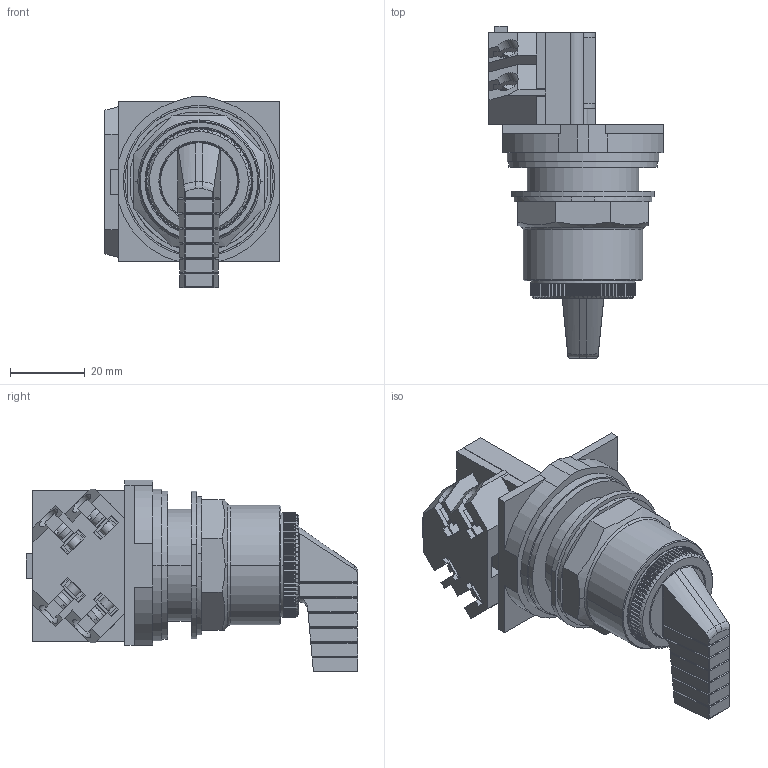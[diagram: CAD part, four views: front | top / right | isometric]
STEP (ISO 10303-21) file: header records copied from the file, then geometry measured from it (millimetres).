
FILE_DESCRIPTION((''),'2;1');
FILE_NAME('9001KS43FBH13_ASM','2021-04-29T10:35:02',('SESA592305'),('Schneider-Electric'),'CREO PARAMETRIC BY PTC INC, 2019471','CREO PARAMETRIC BY PTC INC, 2019471','');
FILE_SCHEMA(('AP242_MANAGED_MODEL_BASED_3D_ENGINEERING_MIM_LF { 1 0 10303 442 1 1 4 }'));
Products named in the file (7): LUMP1_1; 9001KA1_3D; 9001KS-3FBH13_HEAD; QGH2755800; 65122-074-18; 9001B25_ASM; 9001KS43FBH13_ASM
Assembly tree (6 placements, depth 3):
  9001KS43FBH13_ASM
    LUMP1_1
    9001KA1_3D
    9001KS-3FBH13_HEAD
    9001B25_ASM
      QGH2755800
      65122-074-18
Bounding box: 46.63 x 88.85 x 51.33 mm (x, y, z)
Volume: 65252.3 mm3; surface area: 26112 mm2
Topology: 5 solids, 5 shells, 980 faces, 2786 edges, 1831 vertices
Faces by surface type: plane 566, cylinder 356, bspline 34, cone 20, torus 4
Entity records: 154675 total; most frequent: CARTESIAN_POINT 122595, ORIENTED_EDGE 5562, DIRECTION 5190, EDGE_CURVE 2781, POLYLINE 1848, VERTEX_POINT 1821, AXIS2_PLACEMENT_3D 1804, VECTOR 1582
